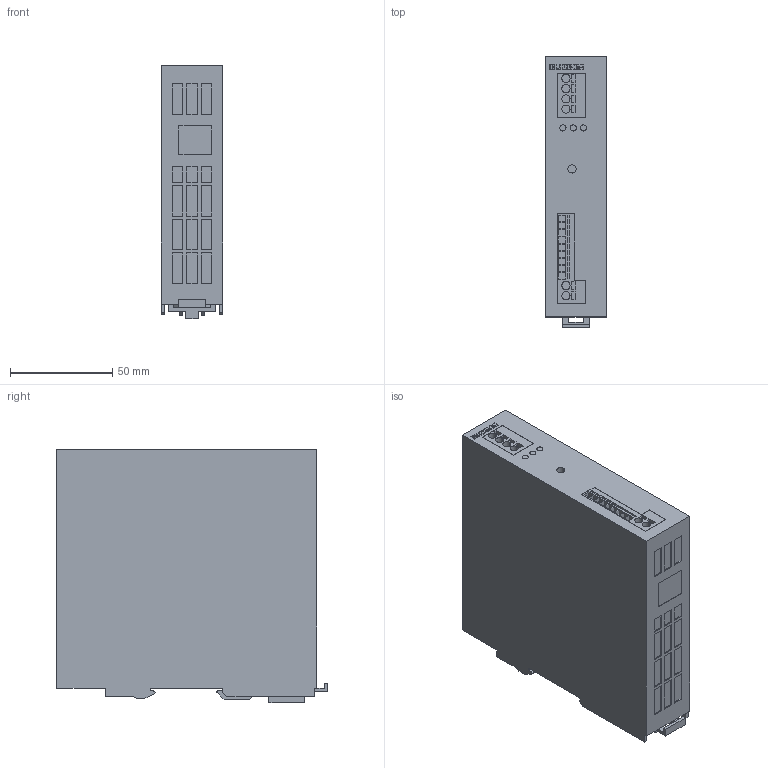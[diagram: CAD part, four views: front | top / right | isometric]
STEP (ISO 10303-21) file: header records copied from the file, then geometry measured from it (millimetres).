
FILE_DESCRIPTION (( 'STEP AP214' ), '1' );
FILE_NAME ('1019089.STEP', '2025-03-31T13:14:05', ( '' ), ( '' ), 'SwSTEP 2.0', 'SolidWorks 2022', '' );
FILE_SCHEMA (( 'AUTOMOTIVE_DESIGN' ));
Length unit declared in the file: millimetre
Products named in the file (1): 1019089
Bounding box: 30 x 132.1 x 123.5 mm (x, y, z)
Volume: 445923 mm3; surface area: 48131.7 mm2
Topology: 1 solids, 1 shells, 603 faces, 1554 edges, 1034 vertices
Faces by surface type: plane 575, cylinder 28
Entity records: 18034 total; most frequent: CARTESIAN_POINT 3192, ORIENTED_EDGE 3108, DIRECTION 2818, EDGE_CURVE 1554, VECTOR 1498, LINE 1498, VERTEX_POINT 1034, EDGE_LOOP 686
